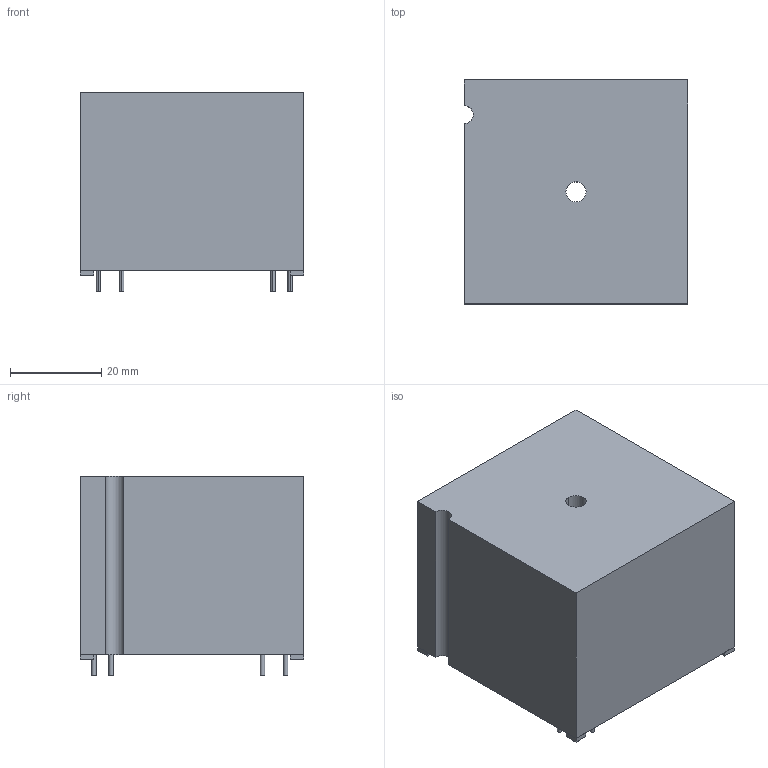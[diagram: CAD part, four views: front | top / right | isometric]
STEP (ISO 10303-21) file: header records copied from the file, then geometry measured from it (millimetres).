
FILE_DESCRIPTION((''),'2;1');
FILE_NAME('XFMR_TCT_SC120006-02.stp','2012-08-20T17:24:51',(''),(''),'Mechanical Desktop 2011','Mechanical Desktop 2011',', , ');
FILE_SCHEMA(('AUTOMOTIVE_DESIGN { 1 2 10303 214 1 1 1 1 }'));
Length unit declared in the file: millimetre
Products named in the file (1): Product
Bounding box: 49 x 49 x 43.6 mm (x, y, z)
Volume: 92835.7 mm3; surface area: 13192.6 mm2
Topology: 10 solids, 10 shells, 62 faces, 126 edges, 84 vertices
Faces by surface type: plane 49, cylinder 13
Entity records: 1663 total; most frequent: DIRECTION 278, CARTESIAN_POINT 273, ORIENTED_EDGE 252, EDGE_CURVE 126, VECTOR 100, LINE 100, AXIS2_PLACEMENT_3D 89, VERTEX_POINT 84
